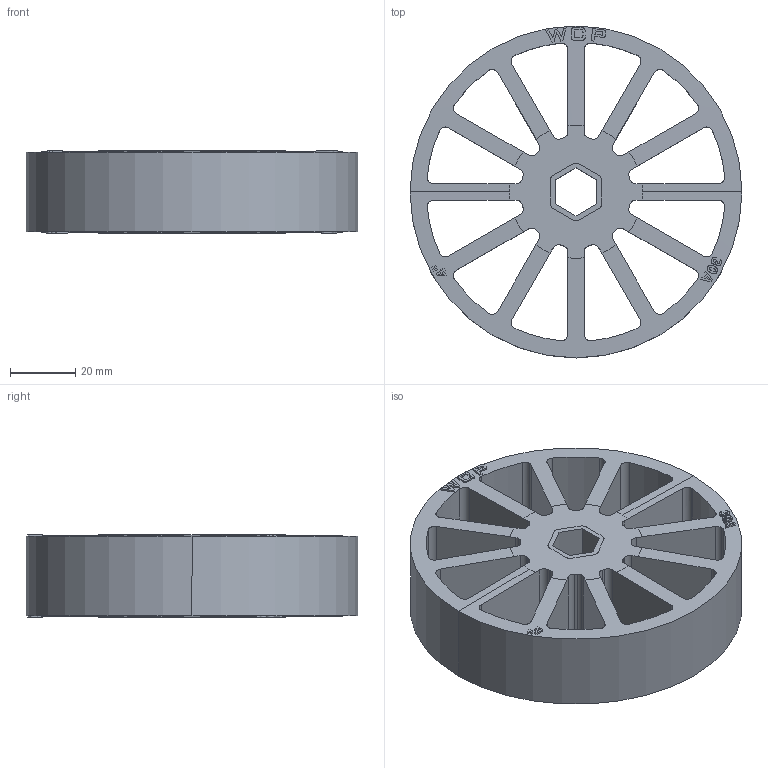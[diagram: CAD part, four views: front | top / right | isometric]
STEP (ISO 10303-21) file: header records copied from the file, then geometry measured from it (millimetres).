
FILE_DESCRIPTION (( 'STEP AP214' ), '1' );
FILE_NAME ('WCP-1302 Rev1.step', '2025-04-09T23:23:24', ( '' ), ( '' ), 'SwSTEP 2.0', 'SolidWorks 2022', '' );
FILE_SCHEMA (( 'AUTOMOTIVE_DESIGN' ));
Length unit declared in the file: inch
Products named in the file (3): 4.000in x 1.000in Straight Flex Wheel (0.500in Hex) Overmold Rev1_30A; WCP-1293-001 Rev1; WCP-1302 Rev1
Assembly tree (2 placements, depth 2):
  WCP-1302 Rev1
    4.000in x 1.000in Straight Flex Wheel (0.500in Hex) Overmold Rev1_30A
    WCP-1293-001 Rev1
Bounding box: 101.6 x 101.6 x 25.4 mm (x, y, z)
Volume: 100676.1 mm3; surface area: 48758.6 mm2
Topology: 2 solids, 2 shells, 1156 faces, 2988 edges, 1794 vertices
Faces by surface type: bspline 358, cylinder 356, plane 350, torus 64, cone 28
Entity records: 45974 total; most frequent: CARTESIAN_POINT 21097, ORIENTED_EDGE 5976, DIRECTION 4206, EDGE_CURVE 2988, VERTEX_POINT 1794, AXIS2_PLACEMENT_3D 1523, EDGE_LOOP 1190, LINE 1160
